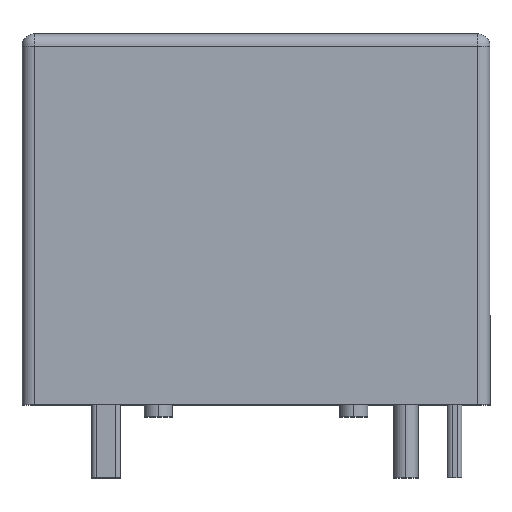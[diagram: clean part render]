
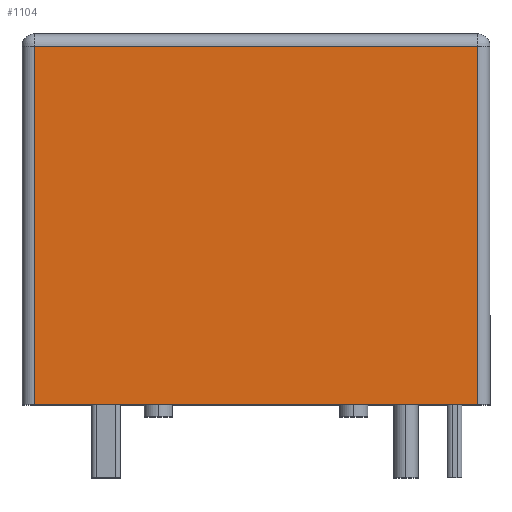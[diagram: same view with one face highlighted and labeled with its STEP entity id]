
A CAD part, top view. The second image highlights one B-rep face of the part: STEP entity #1104.
In plain terms, the highlighted planar face has unit normal (0, 0, 1).
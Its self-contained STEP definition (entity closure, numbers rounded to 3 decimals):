
#275 = CARTESIAN_POINT ( 'NONE',  ( 0.5, -15.2, 15.4 ) ) ;
#296 = VERTEX_POINT ( 'NONE', #2259 ) ;
#331 = DIRECTION ( 'NONE',  ( -1., 0., 0. ) ) ;
#357 = EDGE_CURVE ( 'NONE', #1593, #1448, #649, .T. ) ;
#412 = PLANE ( 'NONE',  #2221 ) ;
#454 = DIRECTION ( 'NONE',  ( 0., -1., 0. ) ) ;
#455 = EDGE_CURVE ( 'NONE', #1448, #296, #1242, .T. ) ;
#649 = LINE ( 'NONE', #1023, #667 ) ;
#651 = CARTESIAN_POINT ( 'NONE',  ( 0., 0., 15.4 ) ) ;
#667 = VECTOR ( 'NONE', #857, 1000. ) ;
#707 = VECTOR ( 'NONE', #331, 1000. ) ;
#857 = DIRECTION ( 'NONE',  ( 0., 1., 0. ) ) ;
#858 = VERTEX_POINT ( 'NONE', #1147 ) ;
#940 = VECTOR ( 'NONE', #454, 1000. ) ;
#942 = DIRECTION ( 'NONE',  ( 1., 0., 0. ) ) ;
#1011 = DIRECTION ( 'NONE',  ( 0., 0., 1. ) ) ;
#1023 = CARTESIAN_POINT ( 'NONE',  ( 18.7, 0., 15.4 ) ) ;
#1104 = ADVANCED_FACE ( 'NONE', ( #1314 ), #412, .T. ) ;
#1128 = LINE ( 'NONE', #1675, #1885 ) ;
#1147 = CARTESIAN_POINT ( 'NONE',  ( 0.5, -15.2, 15.4 ) ) ;
#1242 = LINE ( 'NONE', #1958, #707 ) ;
#1314 = FACE_OUTER_BOUND ( 'NONE', #1707, .T. ) ;
#1355 = LINE ( 'NONE', #275, #940 ) ;
#1448 = VERTEX_POINT ( 'NONE', #1906 ) ;
#1478 = EDGE_CURVE ( 'NONE', #296, #858, #1355, .T. ) ;
#1518 = ORIENTED_EDGE ( 'NONE', *, *, #455, .T. ) ;
#1587 = EDGE_CURVE ( 'NONE', #858, #1593, #1128, .T. ) ;
#1593 = VERTEX_POINT ( 'NONE', #1653 ) ;
#1653 = CARTESIAN_POINT ( 'NONE',  ( 18.7, -15.2, 15.4 ) ) ;
#1675 = CARTESIAN_POINT ( 'NONE',  ( 0., -15.2, 15.4 ) ) ;
#1707 = EDGE_LOOP ( 'NONE', ( #1815, #1907, #1518, #1714 ) ) ;
#1714 = ORIENTED_EDGE ( 'NONE', *, *, #1478, .T. ) ;
#1815 = ORIENTED_EDGE ( 'NONE', *, *, #1587, .T. ) ;
#1885 = VECTOR ( 'NONE', #942, 1000. ) ;
#1906 = CARTESIAN_POINT ( 'NONE',  ( 18.7, -0.5, 15.4 ) ) ;
#1907 = ORIENTED_EDGE ( 'NONE', *, *, #357, .T. ) ;
#1958 = CARTESIAN_POINT ( 'NONE',  ( 0., -0.5, 15.4 ) ) ;
#2221 = AXIS2_PLACEMENT_3D ( 'NONE', #651, #1011, #2263 ) ;
#2259 = CARTESIAN_POINT ( 'NONE',  ( 0.5, -0.5, 15.4 ) ) ;
#2263 = DIRECTION ( 'NONE',  ( 1., 0., 0. ) ) ;
